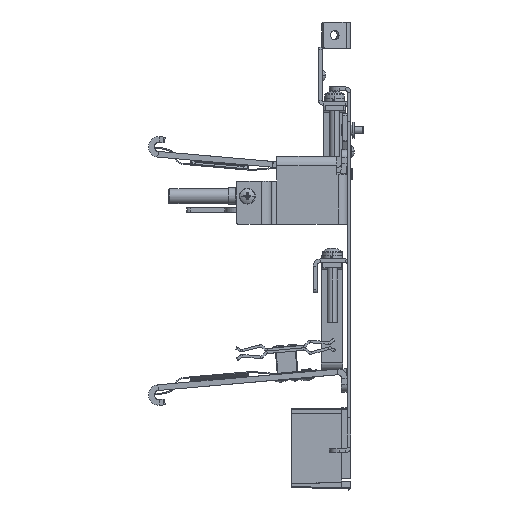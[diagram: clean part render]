
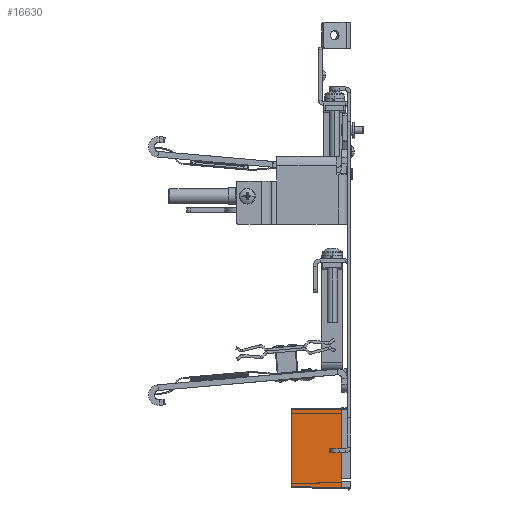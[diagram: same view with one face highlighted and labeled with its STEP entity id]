
A CAD part, left-side view. The second image highlights one B-rep face of the part: STEP entity #16630.
In plain terms, the highlighted face is planar.
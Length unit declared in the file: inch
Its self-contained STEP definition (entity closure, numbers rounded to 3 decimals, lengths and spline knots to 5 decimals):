
#60 = VERTEX_POINT ( 'NONE', #4268 ) ;
#1199 = LINE ( 'NONE', #11039, #11060 ) ;
#1493 = VERTEX_POINT ( 'NONE', #10104 ) ;
#2616 = VECTOR ( 'NONE', #7815, 39.37008 ) ;
#2815 = LINE ( 'NONE', #7651, #16796 ) ;
#3725 = EDGE_LOOP ( 'NONE', ( #13795, #27833, #7113, #5737, #18880, #21439 ) ) ;
#4268 = CARTESIAN_POINT ( 'NONE',  ( 0.77953, -0.49213, -0.38197 ) ) ;
#5034 = EDGE_CURVE ( 'NONE', #60, #1493, #2815, .T. ) ;
#5063 = VECTOR ( 'NONE', #25670, 39.37008 ) ;
#5131 = AXIS2_PLACEMENT_3D ( 'NONE', #25984, #19092, #16726 ) ;
#5354 = CARTESIAN_POINT ( 'NONE',  ( 0.91283, 0.70866, -0.37149 ) ) ;
#5461 = DIRECTION ( 'NONE',  ( -1., 0., 0. ) ) ;
#5737 = ORIENTED_EDGE ( 'NONE', *, *, #25907, .T. ) ;
#5822 = VECTOR ( 'NONE', #8826, 39.37008 ) ;
#6296 = CARTESIAN_POINT ( 'NONE',  ( 0.72047, -0.49213, -0.38197 ) ) ;
#6855 = CARTESIAN_POINT ( 'NONE',  ( -0.91283, 0.70849, -0.37149 ) ) ;
#7113 = ORIENTED_EDGE ( 'NONE', *, *, #18869, .F. ) ;
#7651 = CARTESIAN_POINT ( 'NONE',  ( 0.77953, -0.49213, -0.38197 ) ) ;
#7815 = DIRECTION ( 'NONE',  ( 1., 0., 0. ) ) ;
#8178 = VERTEX_POINT ( 'NONE', #11991 ) ;
#8727 = CARTESIAN_POINT ( 'NONE',  ( 0.92331, -0.4923, -0.38197 ) ) ;
#8826 = DIRECTION ( 'NONE',  ( 0.009, -1., -0.009 ) ) ;
#10104 = CARTESIAN_POINT ( 'NONE',  ( 0.92331, -0.49213, -0.38197 ) ) ;
#11039 = CARTESIAN_POINT ( 'NONE',  ( 0., -0.49213, -0.38197 ) ) ;
#11060 = VECTOR ( 'NONE', #25671, 39.37008 ) ;
#11441 = VERTEX_POINT ( 'NONE', #22689 ) ;
#11754 = LINE ( 'NONE', #14796, #20585 ) ;
#11991 = CARTESIAN_POINT ( 'NONE',  ( -0.92331, -0.49213, -0.38197 ) ) ;
#12161 = FACE_OUTER_BOUND ( 'NONE', #3725, .T. ) ;
#13795 = ORIENTED_EDGE ( 'NONE', *, *, #24626, .F. ) ;
#14796 = CARTESIAN_POINT ( 'NONE',  ( -0.94488, 0.70866, -0.37149 ) ) ;
#16630 = ADVANCED_FACE ( 'NONE', ( #12161 ), #19296, .T. ) ;
#16726 = DIRECTION ( 'NONE',  ( 0., 1., 0.009 ) ) ;
#16796 = VECTOR ( 'NONE', #26191, 39.37008 ) ;
#18492 = VERTEX_POINT ( 'NONE', #6296 ) ;
#18799 = VERTEX_POINT ( 'NONE', #5354 ) ;
#18869 = EDGE_CURVE ( 'NONE', #18799, #11441, #11754, .T. ) ;
#18880 = ORIENTED_EDGE ( 'NONE', *, *, #5034, .F. ) ;
#18954 = CARTESIAN_POINT ( 'NONE',  ( -0.94488, -0.49213, -0.38197 ) ) ;
#19053 = LINE ( 'NONE', #8727, #5822 ) ;
#19092 = DIRECTION ( 'NONE',  ( 0., 0.009, -1. ) ) ;
#19296 = PLANE ( 'NONE',  #5131 ) ;
#19627 = EDGE_CURVE ( 'NONE', #8178, #11441, #23778, .T. ) ;
#19886 = LINE ( 'NONE', #18954, #2616 ) ;
#20585 = VECTOR ( 'NONE', #5461, 39.37008 ) ;
#21439 = ORIENTED_EDGE ( 'NONE', *, *, #24101, .F. ) ;
#22689 = CARTESIAN_POINT ( 'NONE',  ( -0.91283, 0.70866, -0.37149 ) ) ;
#23778 = LINE ( 'NONE', #6855, #5063 ) ;
#24101 = EDGE_CURVE ( 'NONE', #18492, #60, #1199, .T. ) ;
#24626 = EDGE_CURVE ( 'NONE', #8178, #18492, #19886, .T. ) ;
#25670 = DIRECTION ( 'NONE',  ( 0.009, 1., 0.009 ) ) ;
#25671 = DIRECTION ( 'NONE',  ( 1., 0., 0. ) ) ;
#25907 = EDGE_CURVE ( 'NONE', #18799, #1493, #19053, .T. ) ;
#25984 = CARTESIAN_POINT ( 'NONE',  ( -0.94488, -0.70866, -0.38386 ) ) ;
#26191 = DIRECTION ( 'NONE',  ( 1., 0., 0. ) ) ;
#27833 = ORIENTED_EDGE ( 'NONE', *, *, #19627, .T. ) ;
